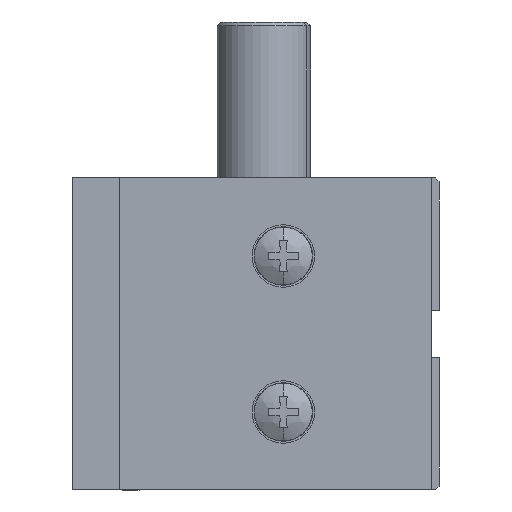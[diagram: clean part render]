
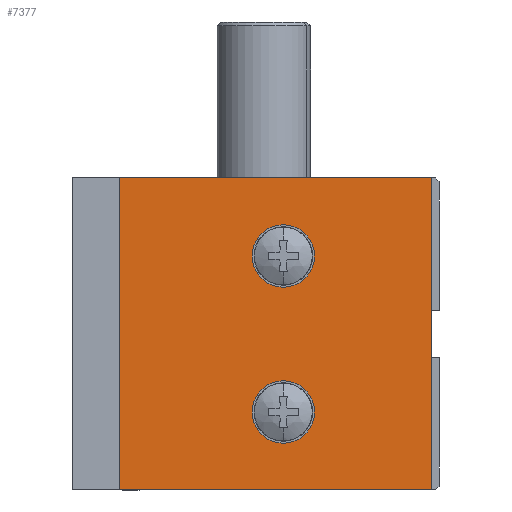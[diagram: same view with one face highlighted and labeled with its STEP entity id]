
A CAD part, left-side view. The second image highlights one B-rep face of the part: STEP entity #7377.
In plain terms, the highlighted planar face has unit normal (-1, 0, 0).
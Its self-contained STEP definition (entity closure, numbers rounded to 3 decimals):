
#75 = FACE_BOUND ( 'NONE', #16572, .T. ) ;
#335 = DIRECTION ( 'NONE',  ( 0., 0., -1. ) ) ;
#419 = ORIENTED_EDGE ( 'NONE', *, *, #15640, .T. ) ;
#706 = LINE ( 'NONE', #6197, #6969 ) ;
#756 = CARTESIAN_POINT ( 'NONE',  ( -47.824, 2.685, 30.14 ) ) ;
#1127 = EDGE_CURVE ( 'NONE', #20516, #4062, #706, .T. ) ;
#1757 = EDGE_LOOP ( 'NONE', ( #19763, #10204 ) ) ;
#1867 = AXIS2_PLACEMENT_3D ( 'NONE', #21338, #5188, #12367 ) ;
#2265 = DIRECTION ( 'NONE',  ( 0., 0., 1. ) ) ;
#2738 = VERTEX_POINT ( 'NONE', #18387 ) ;
#2877 = CARTESIAN_POINT ( 'NONE',  ( -47.824, 2.685, 26.14 ) ) ;
#3234 = ORIENTED_EDGE ( 'NONE', *, *, #20773, .F. ) ;
#3446 = CIRCLE ( 'NONE', #7922, 4. ) ;
#3473 = CARTESIAN_POINT ( 'NONE',  ( -47.824, -16.315, -3.86 ) ) ;
#3553 = DIRECTION ( 'NONE',  ( 0., 0., 1. ) ) ;
#4062 = VERTEX_POINT ( 'NONE', #14896 ) ;
#4777 = DIRECTION ( 'NONE',  ( 0., 1., 0. ) ) ;
#5188 = DIRECTION ( 'NONE',  ( -1., 0., 0. ) ) ;
#5486 = CARTESIAN_POINT ( 'NONE',  ( -47.824, -16.315, 36.14 ) ) ;
#5676 = ORIENTED_EDGE ( 'NONE', *, *, #13727, .F. ) ;
#6197 = CARTESIAN_POINT ( 'NONE',  ( -47.824, -16.315, 36.14 ) ) ;
#6822 = CARTESIAN_POINT ( 'NONE',  ( -47.824, 2.685, 22.14 ) ) ;
#6969 = VECTOR ( 'NONE', #20543, 1000. ) ;
#6975 = FACE_BOUND ( 'NONE', #1757, .T. ) ;
#7314 = CARTESIAN_POINT ( 'NONE',  ( -47.824, -16.315, 36.14 ) ) ;
#7377 = ADVANCED_FACE ( 'NONE', ( #6975, #75, #15807 ), #8860, .T. ) ;
#7709 = CARTESIAN_POINT ( 'NONE',  ( -47.824, 2.685, 6.14 ) ) ;
#7779 = VERTEX_POINT ( 'NONE', #756 ) ;
#7922 = AXIS2_PLACEMENT_3D ( 'NONE', #2877, #8522, #10075 ) ;
#8183 = VERTEX_POINT ( 'NONE', #19597 ) ;
#8522 = DIRECTION ( 'NONE',  ( -1., 0., 0. ) ) ;
#8696 = VERTEX_POINT ( 'NONE', #11151 ) ;
#8860 = PLANE ( 'NONE',  #11243 ) ;
#10075 = DIRECTION ( 'NONE',  ( 0., 0., 1. ) ) ;
#10204 = ORIENTED_EDGE ( 'NONE', *, *, #17765, .F. ) ;
#10518 = DIRECTION ( 'NONE',  ( -1., 0., 0. ) ) ;
#11151 = CARTESIAN_POINT ( 'NONE',  ( -47.824, 2.685, 2.14 ) ) ;
#11243 = AXIS2_PLACEMENT_3D ( 'NONE', #7314, #10518, #3553 ) ;
#11872 = EDGE_CURVE ( 'NONE', #8696, #2738, #15286, .T. ) ;
#12367 = DIRECTION ( 'NONE',  ( 0., 0., 1. ) ) ;
#12785 = CIRCLE ( 'NONE', #1867, 4. ) ;
#13045 = CARTESIAN_POINT ( 'NONE',  ( -47.824, 2.685, 6.14 ) ) ;
#13347 = DIRECTION ( 'NONE',  ( -1., 0., 0. ) ) ;
#13727 = EDGE_CURVE ( 'NONE', #2738, #8696, #20737, .T. ) ;
#14050 = DIRECTION ( 'NONE',  ( 0., 0., -1. ) ) ;
#14607 = CARTESIAN_POINT ( 'NONE',  ( -47.824, -16.315, 36.14 ) ) ;
#14674 = DIRECTION ( 'NONE',  ( -1., 0., 0. ) ) ;
#14858 = EDGE_CURVE ( 'NONE', #8183, #21021, #21267, .T. ) ;
#14896 = CARTESIAN_POINT ( 'NONE',  ( -47.824, 23.685, 36.14 ) ) ;
#15234 = AXIS2_PLACEMENT_3D ( 'NONE', #13045, #14674, #20225 ) ;
#15286 = CIRCLE ( 'NONE', #15234, 4. ) ;
#15640 = EDGE_CURVE ( 'NONE', #4062, #21021, #17748, .T. ) ;
#15807 = FACE_OUTER_BOUND ( 'NONE', #23005, .T. ) ;
#15961 = CARTESIAN_POINT ( 'NONE',  ( -47.824, 23.685, 36.14 ) ) ;
#16572 = EDGE_LOOP ( 'NONE', ( #5676, #17016 ) ) ;
#17016 = ORIENTED_EDGE ( 'NONE', *, *, #11872, .F. ) ;
#17713 = ORIENTED_EDGE ( 'NONE', *, *, #14858, .F. ) ;
#17748 = LINE ( 'NONE', #15961, #21466 ) ;
#17765 = EDGE_CURVE ( 'NONE', #23331, #7779, #3446, .T. ) ;
#17919 = ORIENTED_EDGE ( 'NONE', *, *, #1127, .T. ) ;
#17968 = LINE ( 'NONE', #14607, #20161 ) ;
#18087 = EDGE_CURVE ( 'NONE', #7779, #23331, #12785, .T. ) ;
#18387 = CARTESIAN_POINT ( 'NONE',  ( -47.824, 2.685, 10.14 ) ) ;
#18865 = AXIS2_PLACEMENT_3D ( 'NONE', #7709, #13347, #2265 ) ;
#18939 = VECTOR ( 'NONE', #4777, 1000. ) ;
#19597 = CARTESIAN_POINT ( 'NONE',  ( -47.824, -16.315, -3.86 ) ) ;
#19763 = ORIENTED_EDGE ( 'NONE', *, *, #18087, .F. ) ;
#19902 = CARTESIAN_POINT ( 'NONE',  ( -47.824, 23.685, -3.86 ) ) ;
#20161 = VECTOR ( 'NONE', #335, 1000. ) ;
#20225 = DIRECTION ( 'NONE',  ( 0., 0., 1. ) ) ;
#20516 = VERTEX_POINT ( 'NONE', #5486 ) ;
#20543 = DIRECTION ( 'NONE',  ( 0., 1., 0. ) ) ;
#20737 = CIRCLE ( 'NONE', #18865, 4. ) ;
#20773 = EDGE_CURVE ( 'NONE', #20516, #8183, #17968, .T. ) ;
#21021 = VERTEX_POINT ( 'NONE', #19902 ) ;
#21267 = LINE ( 'NONE', #3473, #18939 ) ;
#21338 = CARTESIAN_POINT ( 'NONE',  ( -47.824, 2.685, 26.14 ) ) ;
#21466 = VECTOR ( 'NONE', #14050, 1000. ) ;
#23005 = EDGE_LOOP ( 'NONE', ( #17713, #3234, #17919, #419 ) ) ;
#23331 = VERTEX_POINT ( 'NONE', #6822 ) ;
